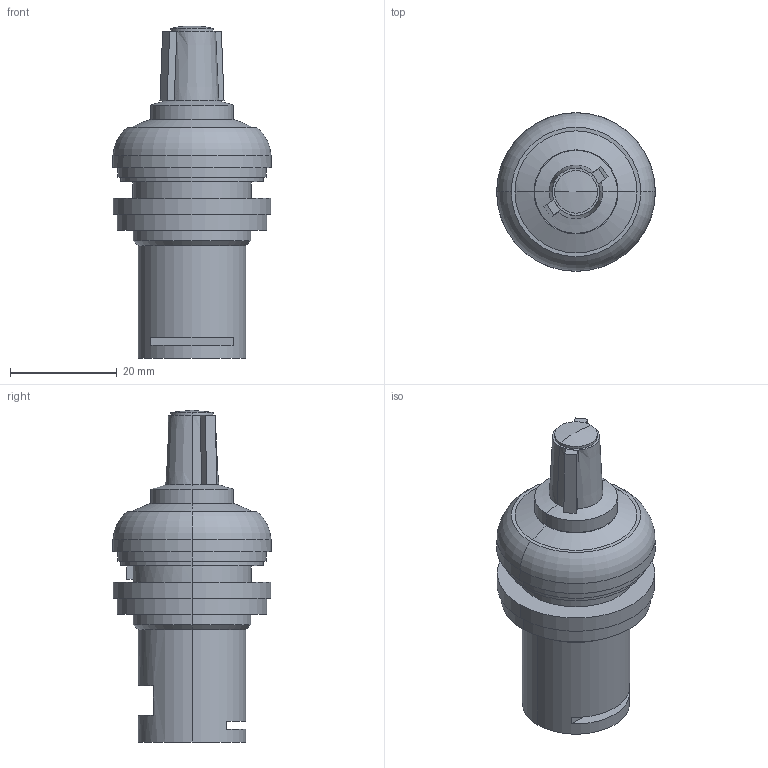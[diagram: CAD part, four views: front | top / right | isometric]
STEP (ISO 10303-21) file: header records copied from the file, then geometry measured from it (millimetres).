
FILE_DESCRIPTION(('HOOPS Exchange Step'),'2;1');
FILE_NAME('export-97E1A489-0048-4BCB-A1FE-50F8A17B5F50.stp','2024-08-21T08:03:13+02:00',('Engineering'),('Alibre'),'HOOPS Exchange 2023.0','Alibre','Unknown authorisation');
FILE_SCHEMA( ('AP242_MANAGED_MODEL_BASED_3D_ENGINEERING_MIM_LF {1 0 10303 442 1 1 4 }') );
Length unit declared in the file: millimetre
Products named in the file (1): 3375 Eaton Moeller Potentiometer 22mm R1K (229489)
Bounding box: 29.7 x 29.7 x 62.06 mm (x, y, z)
Volume: 21025.5 mm3; surface area: 5713 mm2
Topology: 1 solids, 1 shells, 63 faces, 134 edges, 85 vertices
Faces by surface type: plane 31, cylinder 18, cone 8, sphere 4, torus 2
Entity records: 1745 total; most frequent: DIRECTION 326, CARTESIAN_POINT 294, ORIENTED_EDGE 264, AXIS2_PLACEMENT_3D 133, EDGE_CURVE 132, VERTEX_POINT 85, EDGE_LOOP 77, FACE_BOUND 77
